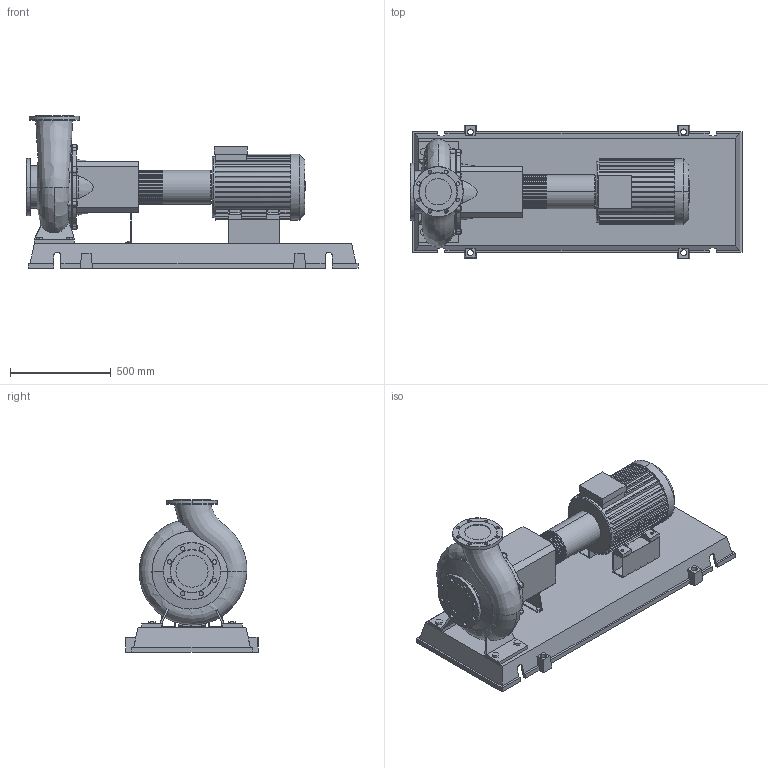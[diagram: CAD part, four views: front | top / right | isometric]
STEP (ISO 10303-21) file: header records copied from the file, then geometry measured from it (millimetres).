
FILE_DESCRIPTION((''),'2;1');
FILE_NAME('3d_NL125_315-15-4-12-4109407.stp','2015-03-03T07:24:55',(''),(''),'Mechanical Desktop 2009','Mechanical Desktop 2009',', , ');
FILE_SCHEMA(('CONFIG_CONTROL_DESIGN'));
Length unit declared in the file: millimetre
Products named in the file (1): Product
Bounding box: 1650 x 660 x 758 mm (x, y, z)
Volume: 122356622.1 mm3; surface area: 6334768.9 mm2
Topology: 13 solids, 13 shells, 918 faces, 2423 edges, 1590 vertices
Faces by surface type: plane 470, cylinder 257, bspline 163, cone 14, torus 14
Entity records: 33176 total; most frequent: CARTESIAN_POINT 10209, ORIENTED_EDGE 4846, DIRECTION 4618, EDGE_CURVE 2423, VERTEX_POINT 1588, AXIS2_PLACEMENT_3D 1552, VECTOR 1514, LINE 1514
